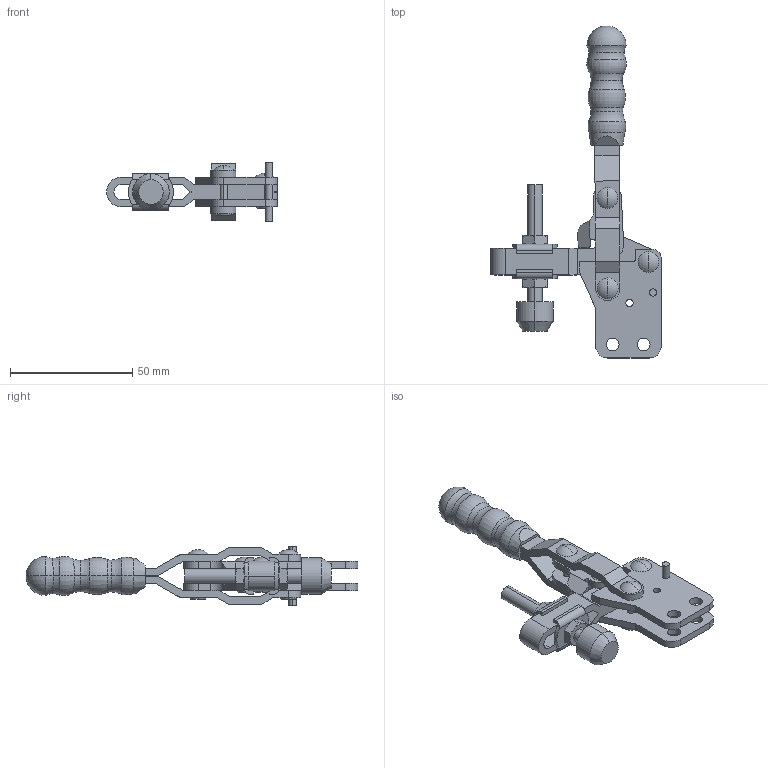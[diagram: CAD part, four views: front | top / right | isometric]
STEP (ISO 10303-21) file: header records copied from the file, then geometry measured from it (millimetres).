
FILE_DESCRIPTION (( 'STEP AP214' ), '1' );
FILE_NAME ('GH-11501-B(Â²¤Æ)-1.STEP', '2020-03-19T05:15:53', ( 'LinWei' ), ( '' ), 'SwSTEP 2.0', 'SolidWorks 2016', '' );
FILE_SCHEMA (( 'AUTOMOTIVE_DESIGN' ));
Length unit declared in the file: millimetre
Products named in the file (6): GH-11501-B(簡化)-1; 111502B08-1^GH-11501-B(簡化)-1; Group1^GH-11501-B(簡化)-1; Group2^GH-11501-B(簡化)-1; Group5^GH-11501-B(簡化)-1; Group4^GH-11501-B(簡化)-1
Assembly tree (5 placements, depth 2):
  GH-11501-B(簡化)-1
    Group4^GH-11501-B(簡化)-1
    Group5^GH-11501-B(簡化)-1
    Group2^GH-11501-B(簡化)-1
    Group1^GH-11501-B(簡化)-1
    111502B08-1^GH-11501-B(簡化)-1
Bounding box: 70 x 136.01 x 24.5 mm (x, y, z)
Volume: 31116.6 mm3; surface area: 22002.5 mm2
Topology: 9 solids, 9 shells, 312 faces, 796 edges, 515 vertices
Faces by surface type: plane 142, cylinder 104, cone 28, torus 26, sphere 10, bspline 2
Entity records: 10916 total; most frequent: CARTESIAN_POINT 2073, DIRECTION 1658, ORIENTED_EDGE 1584, EDGE_CURVE 792, AXIS2_PLACEMENT_3D 634, VERTEX_POINT 513, LINE 390, VECTOR 390
